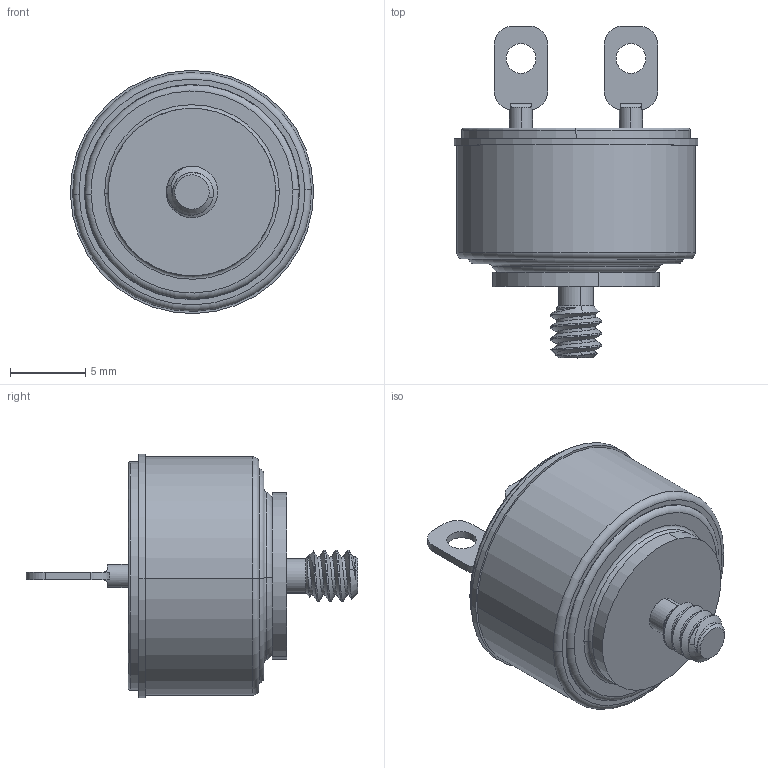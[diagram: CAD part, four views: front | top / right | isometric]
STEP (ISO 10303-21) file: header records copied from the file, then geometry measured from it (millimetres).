
FILE_DESCRIPTION (( 'STEP AP214' ), '1' );
FILE_NAME ('4344-13.STEP', '2021-07-20T16:10:44', ( '' ), ( '' ), 'SwSTEP 2.0', 'SolidWorks 2020', '' );
FILE_SCHEMA (( 'AUTOMOTIVE_DESIGN' ));
Length unit declared in the file: inch
Products named in the file (1): 4344-13
Bounding box: 16.18 x 22.09 x 16.18 mm (x, y, z)
Volume: 1950.6 mm3; surface area: 1294.7 mm2
Topology: 2 solids, 2 shells, 463 faces, 1275 edges, 847 vertices
Faces by surface type: plane 215, bspline 175, cylinder 54, torus 14, cone 5
Entity records: 25819 total; most frequent: CARTESIAN_POINT 9186, ORIENTED_EDGE 2550, DIRECTION 1568, EDGE_CURVE 1275, VERTEX_POINT 847, VECTOR 762, LINE 762, EDGE_LOOP 498
